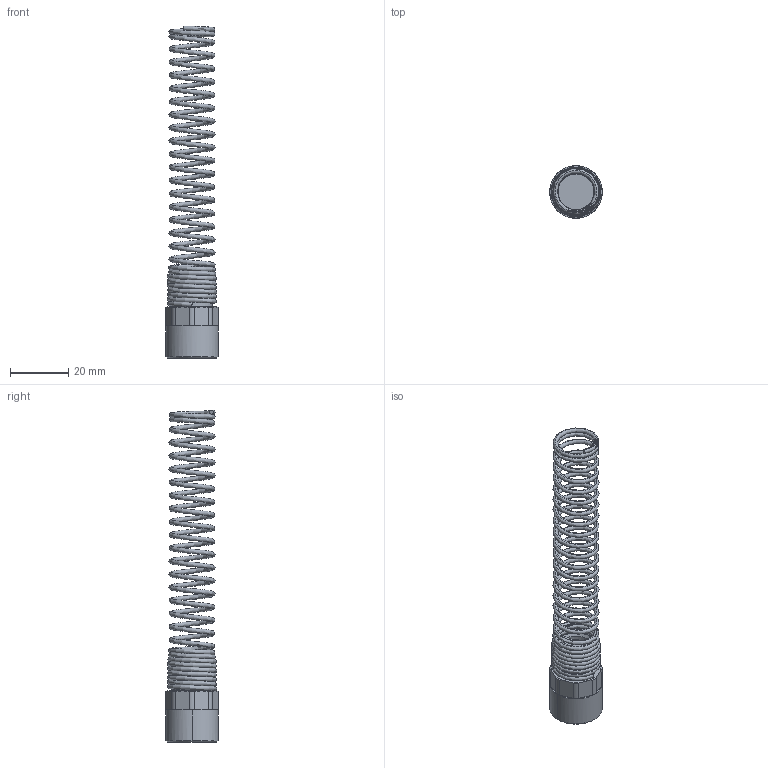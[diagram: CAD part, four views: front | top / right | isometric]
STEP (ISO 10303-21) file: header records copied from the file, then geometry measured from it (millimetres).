
FILE_DESCRIPTION(( 'MC.32.12.10.STP' ), '1');
FILE_NAME( 'MC.32.12.10.STP', '2018-10-02T08:53:54',( 'Sopra'),('sopra-pneumatic.com'), 'SwSTEP 2.0','SolidWorks 2009','' );
FILE_SCHEMA (('AUTOMOTIVE_DESIGN { 1 0 10303 214 1 1 1 1 }'));
Length unit declared in the file: millimetre
Products named in the file (4): Root; 0171000004; 0171200608DNT 10-12-1-solid1; Rivoluzione1
Assembly tree (3 placements, depth 3):
  Root
    0171000004
      0171200608DNT 10-12-1-solid1
      Rivoluzione1
Bounding box: 18 x 18 x 113.65 mm (x, y, z)
Volume: 7657.4 mm3; surface area: 8351 mm2
Topology: 2 solids, 2 shells, 65 faces, 153 edges, 97 vertices
Faces by surface type: cylinder 25, plane 18, cone 18, bspline 4
Entity records: 21814 total; most frequent: CARTESIAN_POINT 18869, PRESENTATION_STYLE_ASSIGNMENT 308, DRAUGHTING_PRE_DEFINED_CURVE_FONT 306, CURVE_STYLE 306, OVER_RIDING_STYLED_ITEM 306, ORIENTED_EDGE 306, COLOUR_RGB 296, DIRECTION 278
